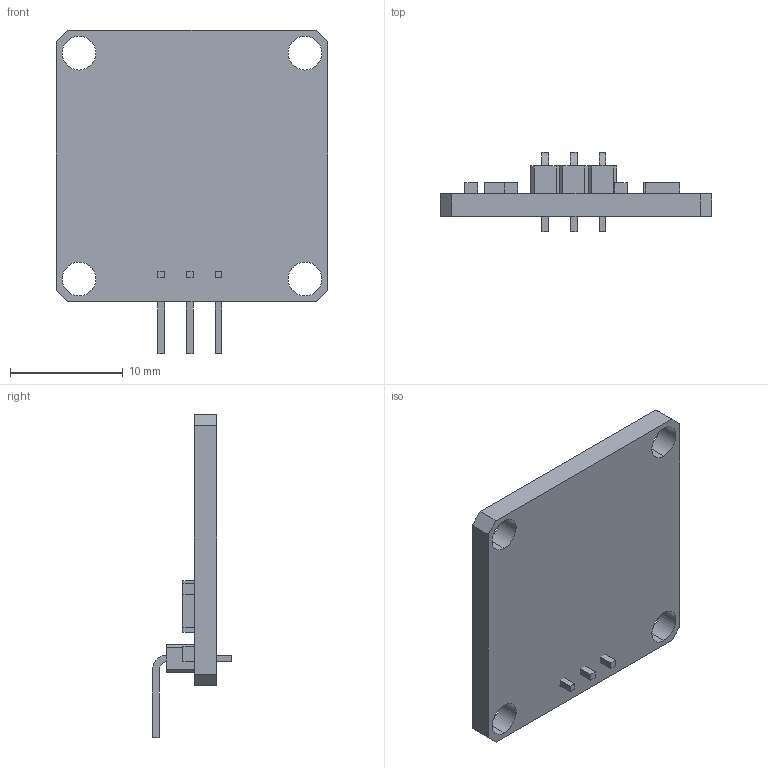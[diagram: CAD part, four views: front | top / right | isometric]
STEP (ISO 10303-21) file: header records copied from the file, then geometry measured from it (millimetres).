
FILE_DESCRIPTION (( 'STEP AP203' ), '1' );
FILE_NAME ('arduino touch sensor.STEP', '2022-01-11T01:28:35', ( '' ), ( '' ), 'SwSTEP 2.0', 'SolidWorks 2020', '' );
FILE_SCHEMA (( 'CONFIG_CONTROL_DESIGN' ));
Length unit declared in the file: millimetre
Products named in the file (3): Touch sensor; arduino touch sensor; Touch sensor pin
Assembly tree (2 placements, depth 2):
  arduino touch sensor
    Touch sensor
    Touch sensor pin
Bounding box: 24 x 7 x 28.6 mm (x, y, z)
Volume: 1170.7 mm3; surface area: 1647.1 mm2
Topology: 11 solids, 11 shells, 118 faces, 288 edges, 192 vertices
Faces by surface type: plane 104, cylinder 14
Entity records: 3735 total; most frequent: CARTESIAN_POINT 603, ORIENTED_EDGE 576, DIRECTION 562, EDGE_CURVE 288, LINE 260, VECTOR 260, VERTEX_POINT 192, AXIS2_PLACEMENT_3D 151
